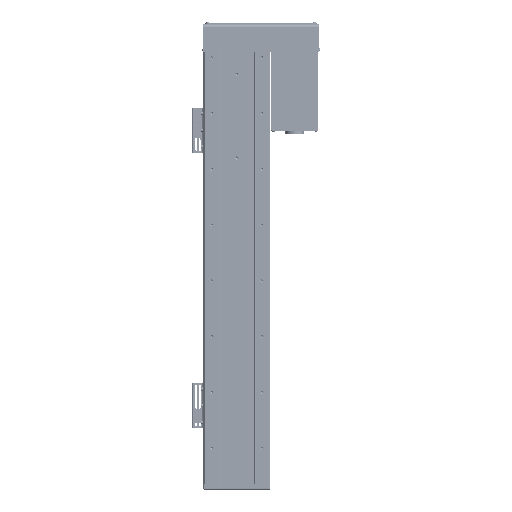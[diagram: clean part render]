
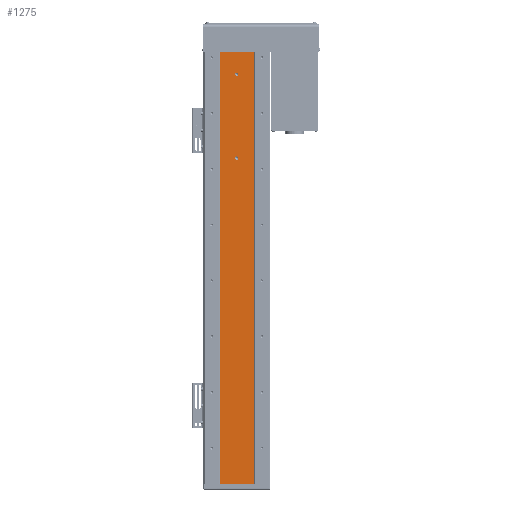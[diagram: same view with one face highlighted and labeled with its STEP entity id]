
A CAD part, front view. The second image highlights one B-rep face of the part: STEP entity #1275.
In plain terms, the highlighted planar face has unit normal (0, -1, 0).
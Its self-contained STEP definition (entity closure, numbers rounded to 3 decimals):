
#1275 = ADVANCED_FACE ( 'NONE', ( #64190, #87300, #41125 ), #27400, .T. ) ;
#1866 = EDGE_CURVE ( 'NONE', #27049, #32881, #87186, .T. ) ;
#6110 = EDGE_LOOP ( 'NONE', ( #87954, #28279 ) ) ;
#8679 = VECTOR ( 'NONE', #100183, 1000. ) ;
#12236 = LINE ( 'NONE', #36643, #101738 ) ;
#13391 = CARTESIAN_POINT ( 'NONE',  ( -31., 0., -774. ) ) ;
#15392 = CARTESIAN_POINT ( 'NONE',  ( -31., 0., -1374. ) ) ;
#16842 = EDGE_LOOP ( 'NONE', ( #98918, #81442 ) ) ;
#17156 = CARTESIAN_POINT ( 'NONE',  ( 0., 0., -190. ) ) ;
#18401 = VERTEX_POINT ( 'NONE', #20853 ) ;
#20853 = CARTESIAN_POINT ( 'NONE',  ( 31., 0., 0. ) ) ;
#24586 = ORIENTED_EDGE ( 'NONE', *, *, #48691, .F. ) ;
#25890 = DIRECTION ( 'NONE',  ( 0., 0., -1. ) ) ;
#26524 = DIRECTION ( 'NONE',  ( 0., 0., 1. ) ) ;
#26704 = DIRECTION ( 'NONE',  ( 0., -1., 0. ) ) ;
#26791 = DIRECTION ( 'NONE',  ( 0., 0., -1. ) ) ;
#26939 = DIRECTION ( 'NONE',  ( 0., -1., 0. ) ) ;
#27049 = VERTEX_POINT ( 'NONE', #84707 ) ;
#27198 = VERTEX_POINT ( 'NONE', #80332 ) ;
#27400 = PLANE ( 'NONE',  #91080 ) ;
#27783 = CARTESIAN_POINT ( 'NONE',  ( -31., 0., -1374. ) ) ;
#28279 = ORIENTED_EDGE ( 'NONE', *, *, #1866, .F. ) ;
#28778 = EDGE_CURVE ( 'NONE', #62225, #18401, #12236, .T. ) ;
#31190 = VERTEX_POINT ( 'NONE', #104168 ) ;
#31738 = LINE ( 'NONE', #13391, #8679 ) ;
#32881 = VERTEX_POINT ( 'NONE', #62979 ) ;
#34631 = DIRECTION ( 'NONE',  ( 1., 0., 0. ) ) ;
#36643 = CARTESIAN_POINT ( 'NONE',  ( -31., 0., 0. ) ) ;
#38281 = VERTEX_POINT ( 'NONE', #69994 ) ;
#38753 = CARTESIAN_POINT ( 'NONE',  ( 0., 0., -190. ) ) ;
#39103 = VECTOR ( 'NONE', #102925, 1000. ) ;
#39556 = EDGE_CURVE ( 'NONE', #31190, #84861, #31738, .T. ) ;
#41125 = FACE_OUTER_BOUND ( 'NONE', #73702, .T. ) ;
#43446 = ORIENTED_EDGE ( 'NONE', *, *, #75569, .T. ) ;
#45281 = CARTESIAN_POINT ( 'NONE',  ( -31., 0., -774. ) ) ;
#47502 = DIRECTION ( 'NONE',  ( 0., 0., -1. ) ) ;
#48691 = EDGE_CURVE ( 'NONE', #84861, #62225, #85314, .T. ) ;
#49568 = LINE ( 'NONE', #78537, #95722 ) ;
#51559 = AXIS2_PLACEMENT_3D ( 'NONE', #78727, #26704, #87436 ) ;
#58182 = CIRCLE ( 'NONE', #79678, 3. ) ;
#62225 = VERTEX_POINT ( 'NONE', #80021 ) ;
#62979 = CARTESIAN_POINT ( 'NONE',  ( 0., 0., -43. ) ) ;
#64190 = FACE_BOUND ( 'NONE', #6110, .T. ) ;
#64678 = AXIS2_PLACEMENT_3D ( 'NONE', #38753, #99459, #47502 ) ;
#69994 = CARTESIAN_POINT ( 'NONE',  ( 0., 0., -193. ) ) ;
#73702 = EDGE_LOOP ( 'NONE', ( #105835, #43446, #103216, #24586 ) ) ;
#74970 = EDGE_CURVE ( 'NONE', #27198, #38281, #82284, .T. ) ;
#75569 = EDGE_CURVE ( 'NONE', #31190, #18401, #49568, .T. ) ;
#77885 = DIRECTION ( 'NONE',  ( 0., -1., 0. ) ) ;
#78537 = CARTESIAN_POINT ( 'NONE',  ( 31., 0., -1374. ) ) ;
#78727 = CARTESIAN_POINT ( 'NONE',  ( 0., 0., -40. ) ) ;
#79678 = AXIS2_PLACEMENT_3D ( 'NONE', #17156, #77885, #25890 ) ;
#80021 = CARTESIAN_POINT ( 'NONE',  ( -31., 0., 0. ) ) ;
#80332 = CARTESIAN_POINT ( 'NONE',  ( 0., 0., -187. ) ) ;
#81442 = ORIENTED_EDGE ( 'NONE', *, *, #74970, .F. ) ;
#82284 = CIRCLE ( 'NONE', #64678, 3. ) ;
#84707 = CARTESIAN_POINT ( 'NONE',  ( 0., 0., -37. ) ) ;
#84861 = VERTEX_POINT ( 'NONE', #45281 ) ;
#85314 = LINE ( 'NONE', #15392, #39103 ) ;
#86750 = AXIS2_PLACEMENT_3D ( 'NONE', #94458, #87625, #87250 ) ;
#87186 = CIRCLE ( 'NONE', #86750, 3. ) ;
#87250 = DIRECTION ( 'NONE',  ( 0., 0., -1. ) ) ;
#87300 = FACE_BOUND ( 'NONE', #16842, .T. ) ;
#87436 = DIRECTION ( 'NONE',  ( 0., 0., -1. ) ) ;
#87625 = DIRECTION ( 'NONE',  ( 0., -1., 0. ) ) ;
#87954 = ORIENTED_EDGE ( 'NONE', *, *, #98486, .F. ) ;
#91080 = AXIS2_PLACEMENT_3D ( 'NONE', #27783, #26939, #26791 ) ;
#94458 = CARTESIAN_POINT ( 'NONE',  ( 0., 0., -40. ) ) ;
#94580 = EDGE_CURVE ( 'NONE', #38281, #27198, #58182, .T. ) ;
#95722 = VECTOR ( 'NONE', #26524, 1000. ) ;
#98486 = EDGE_CURVE ( 'NONE', #32881, #27049, #102511, .T. ) ;
#98918 = ORIENTED_EDGE ( 'NONE', *, *, #94580, .F. ) ;
#99459 = DIRECTION ( 'NONE',  ( 0., -1., 0. ) ) ;
#100183 = DIRECTION ( 'NONE',  ( -1., 0., 0. ) ) ;
#101738 = VECTOR ( 'NONE', #34631, 1000. ) ;
#102511 = CIRCLE ( 'NONE', #51559, 3. ) ;
#102925 = DIRECTION ( 'NONE',  ( 0., 0., 1. ) ) ;
#103216 = ORIENTED_EDGE ( 'NONE', *, *, #28778, .F. ) ;
#104168 = CARTESIAN_POINT ( 'NONE',  ( 31., 0., -774. ) ) ;
#105835 = ORIENTED_EDGE ( 'NONE', *, *, #39556, .F. ) ;
